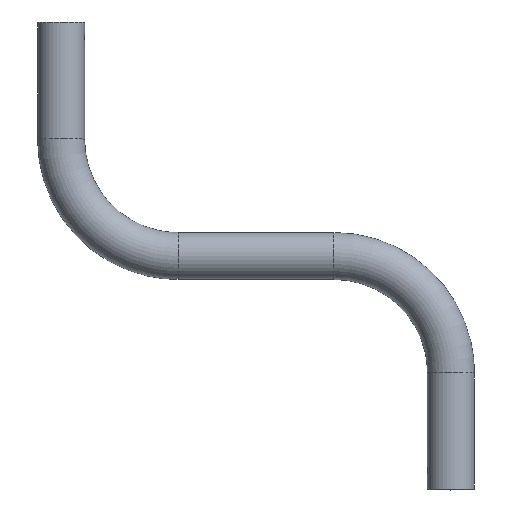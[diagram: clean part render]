
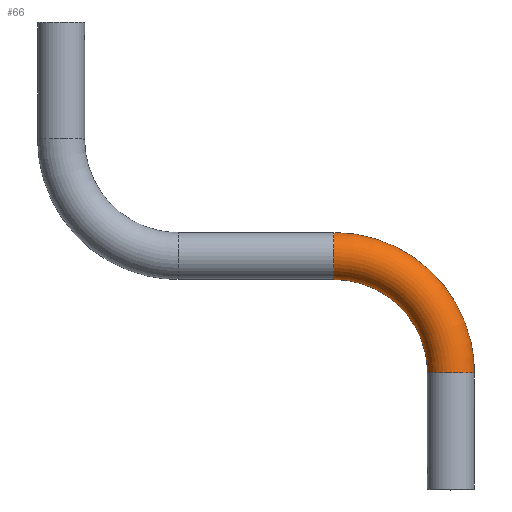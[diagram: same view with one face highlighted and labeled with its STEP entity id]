
A CAD part, top view. The second image highlights one B-rep face of the part: STEP entity #66.
In plain terms, the highlighted toroidal (fillet/blend) face has major radius 150 mm and minor radius 30.15 mm.
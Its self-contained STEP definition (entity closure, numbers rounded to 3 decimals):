
#51 = CARTESIAN_POINT ( 'NONE',  ( 500., -450., 30.15 ) ) ;
#66 = ADVANCED_FACE ( 'NONE', ( #1002, #499 ), #662, .T. ) ;
#70 = CARTESIAN_POINT ( 'NONE',  ( 350., -300., 30.15 ) ) ;
#255 = CIRCLE ( 'NONE', #438, 30.15 ) ;
#259 = DIRECTION ( 'NONE',  ( -1., 0., 0. ) ) ;
#264 = DIRECTION ( 'NONE',  ( 0., 0., -1. ) ) ;
#273 = CARTESIAN_POINT ( 'NONE',  ( 350., -450., 0. ) ) ;
#304 = EDGE_LOOP ( 'NONE', ( #542 ) ) ;
#438 = AXIS2_PLACEMENT_3D ( 'NONE', #562, #565, #567 ) ;
#499 = FACE_OUTER_BOUND ( 'NONE', #304, .T. ) ;
#524 = DIRECTION ( 'NONE',  ( 0., 0., 1. ) ) ;
#535 = CARTESIAN_POINT ( 'NONE',  ( 350., -300., 0. ) ) ;
#541 = DIRECTION ( 'NONE',  ( -1., 0., 0. ) ) ;
#542 = ORIENTED_EDGE ( 'NONE', *, *, #913, .T. ) ;
#562 = CARTESIAN_POINT ( 'NONE',  ( 500., -450., 0. ) ) ;
#565 = DIRECTION ( 'NONE',  ( 0., 1., 0. ) ) ;
#567 = DIRECTION ( 'NONE',  ( 0., 0., 1. ) ) ;
#662 = TOROIDAL_SURFACE ( 'NONE', #1015, 150., 30.15 ) ;
#811 = AXIS2_PLACEMENT_3D ( 'NONE', #535, #541, #524 ) ;
#913 = EDGE_CURVE ( 'NONE', #1282, #1282, #255, .T. ) ;
#986 = EDGE_CURVE ( 'NONE', #1311, #1311, #1122, .T. ) ;
#1002 = FACE_OUTER_BOUND ( 'NONE', #1042, .T. ) ;
#1015 = AXIS2_PLACEMENT_3D ( 'NONE', #273, #264, #259 ) ;
#1042 = EDGE_LOOP ( 'NONE', ( #1125 ) ) ;
#1122 = CIRCLE ( 'NONE', #811, 30.15 ) ;
#1125 = ORIENTED_EDGE ( 'NONE', *, *, #986, .F. ) ;
#1282 = VERTEX_POINT ( 'NONE', #51 ) ;
#1311 = VERTEX_POINT ( 'NONE', #70 ) ;
